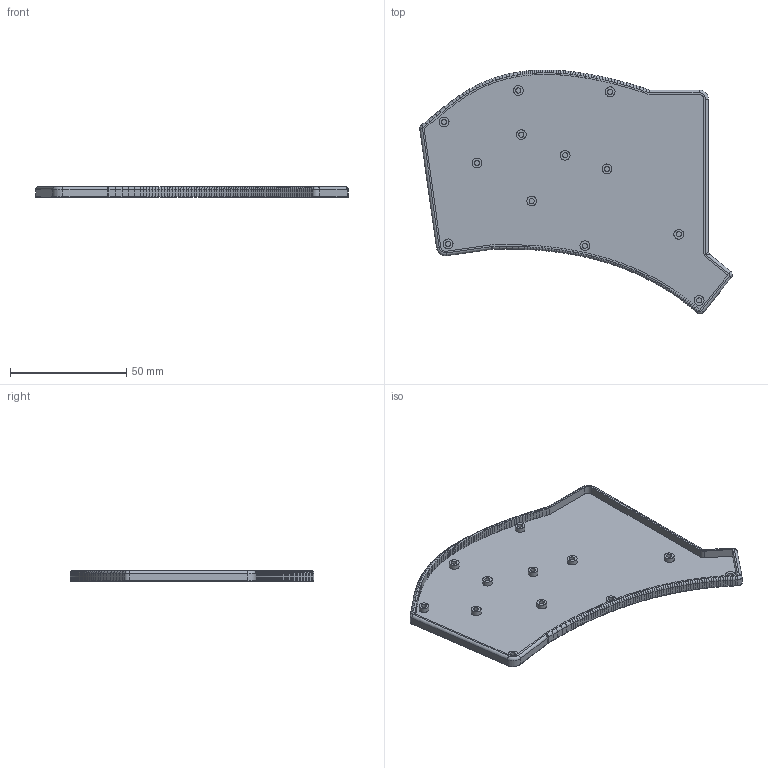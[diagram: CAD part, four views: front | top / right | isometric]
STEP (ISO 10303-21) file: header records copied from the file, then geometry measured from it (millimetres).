
FILE_DESCRIPTION(/* description */ (''),/* implementation_level */ '2;1');
FILE_NAME(/* name */ 'left_case.step',/* time_stamp */ '2026-02-17T18:13:28+09:00',/* author */ (''),/* organization */ (''),/* preprocessor_version */ 'ST-DEVELOPER v20.1',/* originating_system */ 'Autodesk Translation Framework v14.24.0.0',/* authorisation */ '');
FILE_SCHEMA (('AUTOMOTIVE_DESIGN { 1 0 10303 214 3 1 1 }'));
Length unit declared in the file: millimetre
Products named in the file (1): 2026-02-17-18-13-28-535
Bounding box: 134.44 x 104.93 x 4.51 mm (x, y, z)
Volume: 12355.6 mm3; surface area: 22569.5 mm2
Topology: 1 solids, 1 shells, 728 faces, 1763 edges, 1060 vertices
Faces by surface type: cylinder 361, plane 355, torus 7, bspline 5
Full cylindrical faces by diameter (mm): 2.2 x12, 4.2 x12
Entity records: 26060 total; most frequent: CARTESIAN_POINT 9420, ORIENTED_EDGE 3522, DIRECTION 3245, EDGE_CURVE 1761, LINE 1345, VECTOR 1345, VERTEX_POINT 1060, AXIS2_PLACEMENT_3D 950
